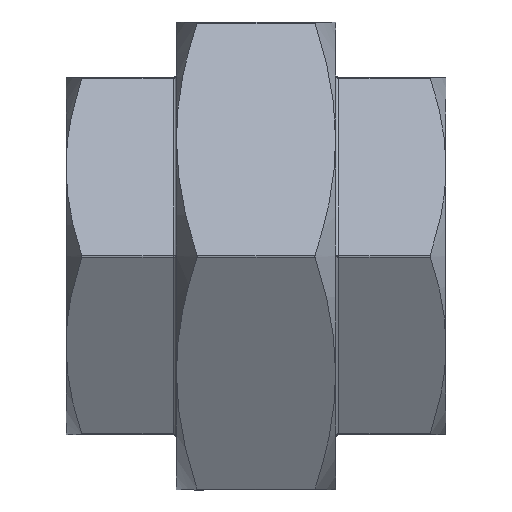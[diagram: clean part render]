
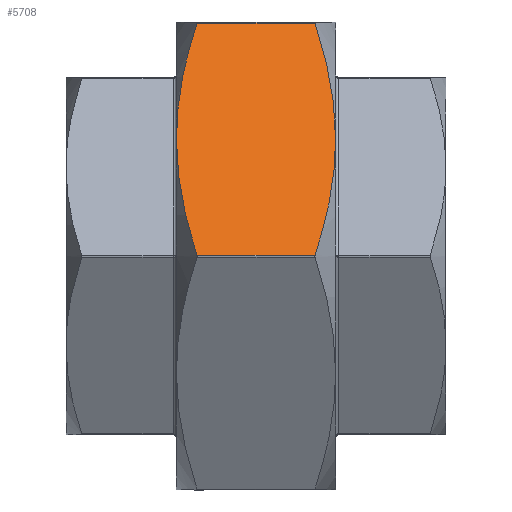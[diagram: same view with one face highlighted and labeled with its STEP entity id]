
A CAD part, front view. The second image highlights one B-rep face of the part: STEP entity #5708.
In plain terms, the highlighted planar face has unit normal (0, -0.866, 0.5).
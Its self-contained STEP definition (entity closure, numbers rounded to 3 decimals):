
#1873 = ORIENTED_EDGE ( 'NONE', *, *, #8772, .T. ) ;
#1886 = ORIENTED_EDGE ( 'NONE', *, *, #8712, .T. ) ;
#1904 = ORIENTED_EDGE ( 'NONE', *, *, #8749, .T. ) ;
#1915 = ORIENTED_EDGE ( 'NONE', *, *, #8780, .F. ) ;
#1945 = ORIENTED_EDGE ( 'NONE', *, *, #8702, .T. ) ;
#1946 = ORIENTED_EDGE ( 'NONE', *, *, #8883, .F. ) ;
#3887 =( BOUNDED_CURVE ( )  B_SPLINE_CURVE ( 2, ( #6922, #6929, #6934 ),
 .UNSPECIFIED., .F., .T. ) 
 B_SPLINE_CURVE_WITH_KNOTS ( ( 3, 3 ),
 ( 3.067, 5.284 ),
 .UNSPECIFIED. ) 
 CURVE ( )  GEOMETRIC_REPRESENTATION_ITEM ( )  RATIONAL_B_SPLINE_CURVE ( ( 1., 1.052, 1.029 ) ) 
 REPRESENTATION_ITEM ( '' )  );
#3890 =( BOUNDED_CURVE ( )  B_SPLINE_CURVE ( 2, ( #7011, #7045, #7007 ),
 .UNSPECIFIED., .F., .F. ) 
 B_SPLINE_CURVE_WITH_KNOTS ( ( 3, 3 ),
 ( 0.85, 3.067 ),
 .UNSPECIFIED. ) 
 CURVE ( )  GEOMETRIC_REPRESENTATION_ITEM ( )  RATIONAL_B_SPLINE_CURVE ( ( 1.029, 1.052, 1. ) ) 
 REPRESENTATION_ITEM ( '' )  );
#3916 =( BOUNDED_CURVE ( )  B_SPLINE_CURVE ( 2, ( #6984, #6974, #6990 ),
 .UNSPECIFIED., .F., .F. ) 
 B_SPLINE_CURVE_WITH_KNOTS ( ( 3, 3 ),
 ( 3.067, 5.284 ),
 .UNSPECIFIED. ) 
 CURVE ( )  GEOMETRIC_REPRESENTATION_ITEM ( )  RATIONAL_B_SPLINE_CURVE ( ( 1., 1.052, 1.029 ) ) 
 REPRESENTATION_ITEM ( '' )  );
#3917 =( BOUNDED_CURVE ( )  B_SPLINE_CURVE ( 2, ( #12013, #11976, #11997 ),
 .UNSPECIFIED., .F., .F. ) 
 B_SPLINE_CURVE_WITH_KNOTS ( ( 3, 3 ),
 ( 0.85, 3.067 ),
 .UNSPECIFIED. ) 
 CURVE ( )  GEOMETRIC_REPRESENTATION_ITEM ( )  RATIONAL_B_SPLINE_CURVE ( ( 1.029, 1.052, 1. ) ) 
 REPRESENTATION_ITEM ( '' )  );
#4249 = AXIS2_PLACEMENT_3D ( 'NONE', #9947, #9946, #9952 ) ;
#4784 = VECTOR ( 'NONE', #11975, 1000. ) ;
#5708 = ADVANCED_FACE ( 'NONE', ( #9941 ), #9949, .T. ) ;
#6209 = VECTOR ( 'NONE', #11199, 1000. ) ;
#6922 = CARTESIAN_POINT ( 'NONE',  ( -12.25, -31.177, 18. ) ) ;
#6929 = CARTESIAN_POINT ( 'NONE',  ( -12.25, -35.965, 9.707 ) ) ;
#6934 = CARTESIAN_POINT ( 'NONE',  ( -9.084, -41.483, 0.15 ) ) ;
#6974 = CARTESIAN_POINT ( 'NONE',  ( 12.25, -26.389, 26.293 ) ) ;
#6984 = CARTESIAN_POINT ( 'NONE',  ( 12.25, -31.177, 18. ) ) ;
#6990 = CARTESIAN_POINT ( 'NONE',  ( 9.084, -20.871, 35.85 ) ) ;
#7007 = CARTESIAN_POINT ( 'NONE',  ( 12.25, -31.177, 18. ) ) ;
#7011 = CARTESIAN_POINT ( 'NONE',  ( 9.084, -41.483, 0.15 ) ) ;
#7045 = CARTESIAN_POINT ( 'NONE',  ( 12.25, -35.965, 9.707 ) ) ;
#8702 = EDGE_CURVE ( 'NONE', #9703, #9682, #3887, .T. ) ;
#8712 = EDGE_CURVE ( 'NONE', #9693, #9674, #3916, .T. ) ;
#8749 = EDGE_CURVE ( 'NONE', #9656, #9693, #3890, .T. ) ;
#8772 = EDGE_CURVE ( 'NONE', #9700, #9703, #3917, .T. ) ;
#8780 = EDGE_CURVE ( 'NONE', #9700, #9674, #11980, .T. ) ;
#8883 = EDGE_CURVE ( 'NONE', #9656, #9682, #11190, .T. ) ;
#9320 = EDGE_LOOP ( 'NONE', ( #1946, #1904, #1886, #1915, #1873, #1945 ) ) ;
#9656 = VERTEX_POINT ( 'NONE', #11634 ) ;
#9674 = VERTEX_POINT ( 'NONE', #11675 ) ;
#9682 = VERTEX_POINT ( 'NONE', #11686 ) ;
#9693 = VERTEX_POINT ( 'NONE', #11724 ) ;
#9700 = VERTEX_POINT ( 'NONE', #11727 ) ;
#9703 = VERTEX_POINT ( 'NONE', #11710 ) ;
#9941 = FACE_OUTER_BOUND ( 'NONE', #9320, .T. ) ;
#9946 = DIRECTION ( 'NONE',  ( 0., -0.866, 0.5 ) ) ;
#9947 = CARTESIAN_POINT ( 'NONE',  ( 0., -41.569, 0. ) ) ;
#9949 = PLANE ( 'NONE',  #4249 ) ;
#9952 = DIRECTION ( 'NONE',  ( 0., 0.5, 0.866 ) ) ;
#11190 = LINE ( 'NONE', #11206, #6209 ) ;
#11199 = DIRECTION ( 'NONE',  ( -1., 0., 0. ) ) ;
#11206 = CARTESIAN_POINT ( 'NONE',  ( 0., -41.483, 0.15 ) ) ;
#11634 = CARTESIAN_POINT ( 'NONE',  ( 9.084, -41.483, 0.15 ) ) ;
#11675 = CARTESIAN_POINT ( 'NONE',  ( 9.084, -20.871, 35.85 ) ) ;
#11686 = CARTESIAN_POINT ( 'NONE',  ( -9.084, -41.483, 0.15 ) ) ;
#11710 = CARTESIAN_POINT ( 'NONE',  ( -12.25, -31.177, 18. ) ) ;
#11724 = CARTESIAN_POINT ( 'NONE',  ( 12.25, -31.177, 18. ) ) ;
#11727 = CARTESIAN_POINT ( 'NONE',  ( -9.084, -20.871, 35.85 ) ) ;
#11975 = DIRECTION ( 'NONE',  ( 1., 0., 0. ) ) ;
#11976 = CARTESIAN_POINT ( 'NONE',  ( -12.25, -26.389, 26.293 ) ) ;
#11980 = LINE ( 'NONE', #11990, #4784 ) ;
#11990 = CARTESIAN_POINT ( 'NONE',  ( 0., -20.871, 35.85 ) ) ;
#11997 = CARTESIAN_POINT ( 'NONE',  ( -12.25, -31.177, 18. ) ) ;
#12013 = CARTESIAN_POINT ( 'NONE',  ( -9.084, -20.871, 35.85 ) ) ;
